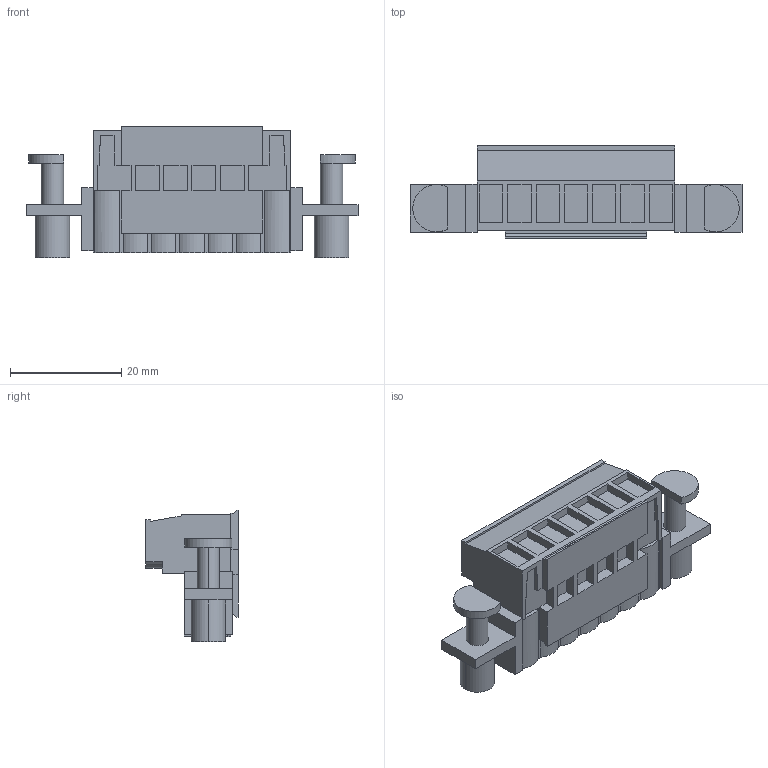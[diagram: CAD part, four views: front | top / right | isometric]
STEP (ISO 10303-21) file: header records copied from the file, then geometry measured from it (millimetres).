
FILE_DESCRIPTION(('CATIA V5 STEP','CAx-IF Rec.Pracs.--- Model Styling and Organization---1.2---2011-12-15'),'2;1');
FILE_NAME ('D1451329_0_1353530000_1353530000.stp','2017-06-01T12:02:19+00:00',('none'),('Weidmueller'),'CATIA Version 5-6 Release 2014','CATIA V5 STEP AP214','none');
FILE_SCHEMA(('AUTOMOTIVE_DESIGN { 1 0 10303 214 1 1 1 1 }'));
Length unit declared in the file: millimetre
Products named in the file (1): 1353530000
Bounding box: 59.66 x 16.6 x 23.6 mm (x, y, z)
Volume: 7988.7 mm3; surface area: 7408.6 mm2
Topology: 17 solids, 17 shells, 540 faces, 1454 edges, 984 vertices
Faces by surface type: plane 407, cylinder 105, extrusion 28
Entity records: 16944 total; most frequent: CARTESIAN_POINT 3710, ORIENTED_EDGE 2908, DIRECTION 2064, EDGE_CURVE 1454, VECTOR 1186, LINE 1158, VERTEX_POINT 984, EDGE_LOOP 594
